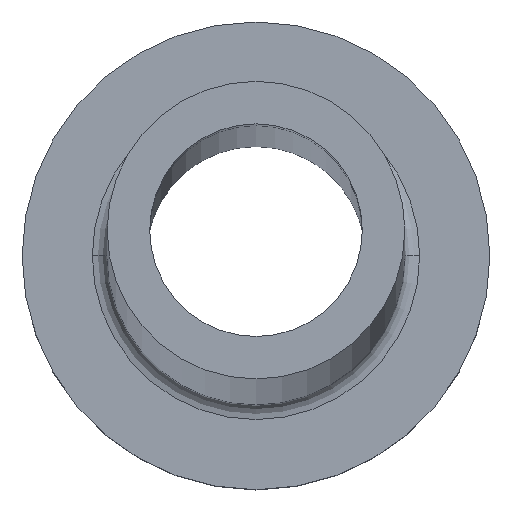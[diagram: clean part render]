
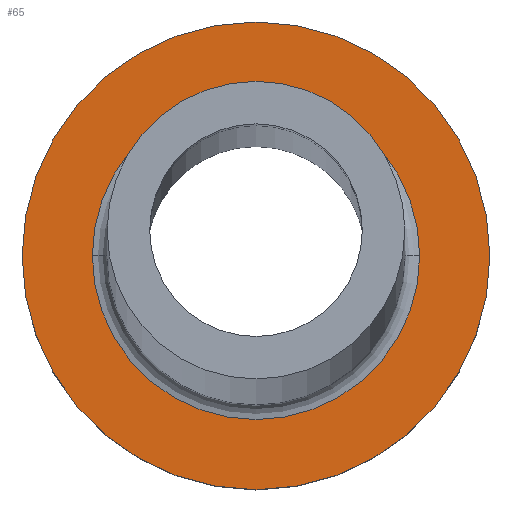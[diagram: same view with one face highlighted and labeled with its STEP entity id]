
A CAD part, top view. The second image highlights one B-rep face of the part: STEP entity #65.
In plain terms, the highlighted planar face has unit normal (0, 0, 1).
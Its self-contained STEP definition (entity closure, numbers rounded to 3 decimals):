
#15 = CARTESIAN_POINT ( 'NONE',  ( 0., 0., 7. ) ) ;
#18 = CARTESIAN_POINT ( 'NONE',  ( 0., 0., 7. ) ) ;
#29 = EDGE_LOOP ( 'NONE', ( #104, #283 ) ) ;
#31 = DIRECTION ( 'NONE',  ( 1., 0., 0. ) ) ;
#33 = CIRCLE ( 'NONE', #427, 11. ) ;
#36 = AXIS2_PLACEMENT_3D ( 'NONE', #57, #313, #31 ) ;
#38 = VERTEX_POINT ( 'NONE', #323 ) ;
#48 = CARTESIAN_POINT ( 'NONE',  ( 7.7, 0., 7. ) ) ;
#57 = CARTESIAN_POINT ( 'NONE',  ( 0., 0., 7. ) ) ;
#65 = ADVANCED_FACE ( 'NONE', ( #214, #431 ), #391, .T. ) ;
#82 = CIRCLE ( 'NONE', #36, 11. ) ;
#85 = CARTESIAN_POINT ( 'NONE',  ( -11., 0., 7. ) ) ;
#100 = EDGE_CURVE ( 'NONE', #148, #38, #33, .T. ) ;
#102 = DIRECTION ( 'NONE',  ( 1., 0., 0. ) ) ;
#104 = ORIENTED_EDGE ( 'NONE', *, *, #100, .T. ) ;
#148 = VERTEX_POINT ( 'NONE', #85 ) ;
#162 = DIRECTION ( 'NONE',  ( 1., 0., 0. ) ) ;
#170 = EDGE_CURVE ( 'NONE', #384, #259, #185, .T. ) ;
#185 = CIRCLE ( 'NONE', #204, 7.7 ) ;
#204 = AXIS2_PLACEMENT_3D ( 'NONE', #15, #334, #162 ) ;
#208 = CARTESIAN_POINT ( 'NONE',  ( -7.7, 0., 7. ) ) ;
#211 = ORIENTED_EDGE ( 'NONE', *, *, #349, .T. ) ;
#213 = CARTESIAN_POINT ( 'NONE',  ( 0., 0., 7. ) ) ;
#214 = FACE_BOUND ( 'NONE', #244, .T. ) ;
#230 = CIRCLE ( 'NONE', #348, 7.7 ) ;
#244 = EDGE_LOOP ( 'NONE', ( #211, #248 ) ) ;
#248 = ORIENTED_EDGE ( 'NONE', *, *, #170, .T. ) ;
#256 = DIRECTION ( 'NONE',  ( 1., 0., 0. ) ) ;
#259 = VERTEX_POINT ( 'NONE', #48 ) ;
#283 = ORIENTED_EDGE ( 'NONE', *, *, #302, .T. ) ;
#302 = EDGE_CURVE ( 'NONE', #38, #148, #82, .T. ) ;
#313 = DIRECTION ( 'NONE',  ( 0., 0., 1. ) ) ;
#323 = CARTESIAN_POINT ( 'NONE',  ( 11., 0., 7. ) ) ;
#334 = DIRECTION ( 'NONE',  ( 0., 0., -1. ) ) ;
#336 = DIRECTION ( 'NONE',  ( 0., 0., 1. ) ) ;
#348 = AXIS2_PLACEMENT_3D ( 'NONE', #453, #417, #102 ) ;
#349 = EDGE_CURVE ( 'NONE', #259, #384, #230, .T. ) ;
#374 = DIRECTION ( 'NONE',  ( 1., 0., 0. ) ) ;
#384 = VERTEX_POINT ( 'NONE', #208 ) ;
#391 = PLANE ( 'NONE',  #443 ) ;
#417 = DIRECTION ( 'NONE',  ( 0., 0., -1. ) ) ;
#426 = DIRECTION ( 'NONE',  ( 0., 0., 1. ) ) ;
#427 = AXIS2_PLACEMENT_3D ( 'NONE', #18, #336, #374 ) ;
#431 = FACE_OUTER_BOUND ( 'NONE', #29, .T. ) ;
#443 = AXIS2_PLACEMENT_3D ( 'NONE', #213, #426, #256 ) ;
#453 = CARTESIAN_POINT ( 'NONE',  ( 0., 0., 7. ) ) ;
